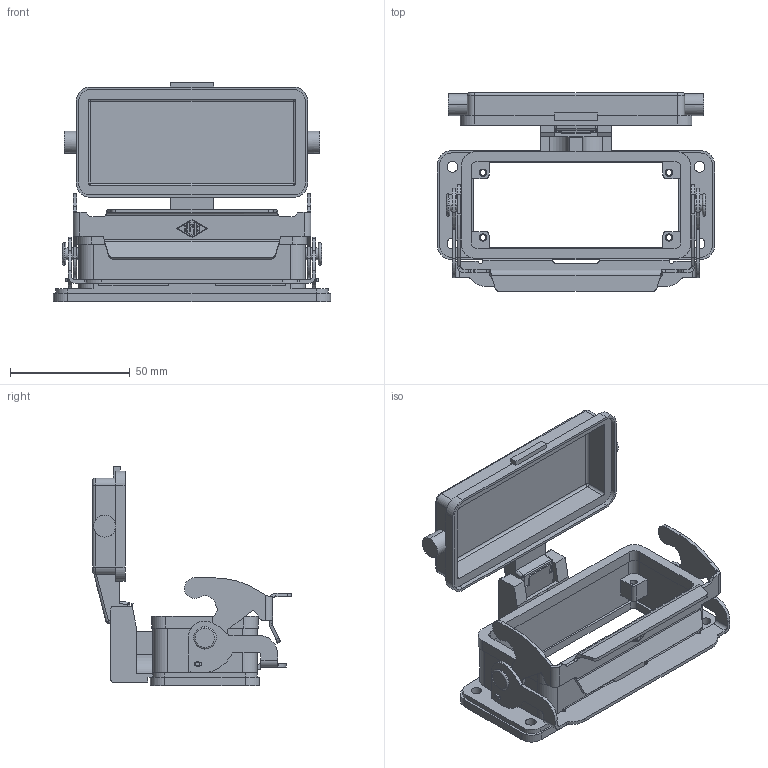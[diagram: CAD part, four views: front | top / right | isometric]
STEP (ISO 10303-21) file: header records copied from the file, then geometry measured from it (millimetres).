
FILE_DESCRIPTION(('Creo Elements/Direct Modeling STEP Export'),'2;1');
FILE_NAME('0lndrr03q3nph1i1484','2015-04-07T15:38:08',(''),(''),'Creo Elements/Direct Modeling STEP processor for AP214 (Solid Model)','Creo Elements/Direct Modeling 18.1F 24-Jul-2014 (C) Parametric Technology GmbH','');
FILE_SCHEMA(('AUTOMOTIVE_DESIGN { 1 0 10303 214 1 1 1 1 }'));
Length unit declared in the file: millimetre
Products named in the file (1): JCVI_16_LP
Bounding box: 115.5 x 82.73 x 91.5 mm (x, y, z)
Volume: 63612.9 mm3; surface area: 54446.5 mm2
Topology: 1 solids, 1 shells, 572 faces, 1593 edges, 1037 vertices
Faces by surface type: plane 293, cylinder 241, bspline 18, torus 12, sphere 8
Entity records: 21639 total; most frequent: CARTESIAN_POINT 6960, ORIENTED_EDGE 3170, DIRECTION 2966, EDGE_CURVE 1585, VERTEX_POINT 1037, VECTOR 1012, LINE 1012, AXIS2_PLACEMENT_3D 977
